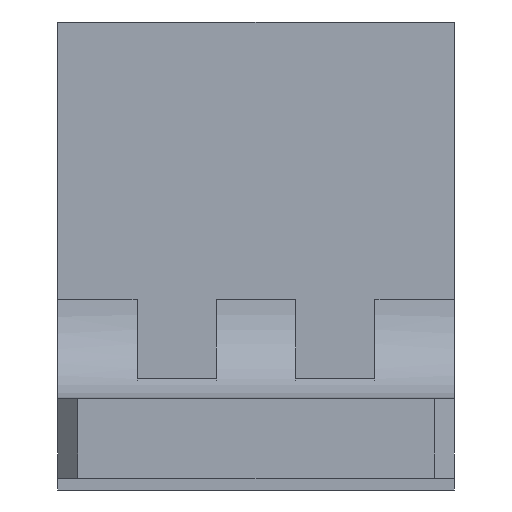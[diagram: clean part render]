
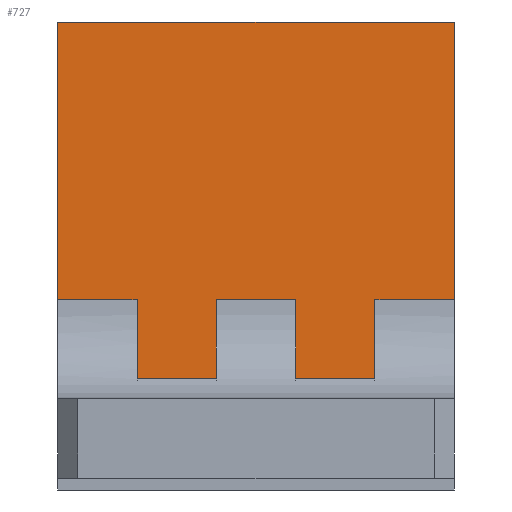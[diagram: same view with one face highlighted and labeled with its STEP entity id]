
A CAD part, front view. The second image highlights one B-rep face of the part: STEP entity #727.
In plain terms, the highlighted planar face has unit normal (0, -1, 0).
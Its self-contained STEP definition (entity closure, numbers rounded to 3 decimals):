
#9 = CARTESIAN_POINT ( 'NONE',  ( -6., -4., -2.5 ) ) ;
#21 = VERTEX_POINT ( 'NONE', #1362 ) ;
#47 = VERTEX_POINT ( 'NONE', #1350 ) ;
#106 = DIRECTION ( 'NONE',  ( 0., 0., -1. ) ) ;
#111 = FACE_OUTER_BOUND ( 'NONE', #835, .T. ) ;
#119 = DIRECTION ( 'NONE',  ( 0., 0., 1. ) ) ;
#121 = CARTESIAN_POINT ( 'NONE',  ( 10., -4., 11.5 ) ) ;
#125 = EDGE_CURVE ( 'NONE', #469, #1022, #636, .T. ) ;
#131 = EDGE_CURVE ( 'NONE', #361, #228, #1420, .T. ) ;
#137 = CARTESIAN_POINT ( 'NONE',  ( 6., -4., -2.5 ) ) ;
#228 = VERTEX_POINT ( 'NONE', #137 ) ;
#231 = CARTESIAN_POINT ( 'NONE',  ( 10., -4., 11.5 ) ) ;
#255 = VECTOR ( 'NONE', #495, 1000. ) ;
#278 = LINE ( 'NONE', #1460, #545 ) ;
#318 = CARTESIAN_POINT ( 'NONE',  ( 10., -4., 11.5 ) ) ;
#343 = DIRECTION ( 'NONE',  ( -1., 0., 0. ) ) ;
#353 = LINE ( 'NONE', #231, #652 ) ;
#361 = VERTEX_POINT ( 'NONE', #377 ) ;
#377 = CARTESIAN_POINT ( 'NONE',  ( 6., -4., -6.5 ) ) ;
#383 = VECTOR ( 'NONE', #106, 1000. ) ;
#401 = CARTESIAN_POINT ( 'NONE',  ( -2., -4., -2.5 ) ) ;
#464 = CARTESIAN_POINT ( 'NONE',  ( -10., -4., 11.5 ) ) ;
#469 = VERTEX_POINT ( 'NONE', #1358 ) ;
#487 = PLANE ( 'NONE',  #498 ) ;
#495 = DIRECTION ( 'NONE',  ( 1., 0., 0. ) ) ;
#498 = AXIS2_PLACEMENT_3D ( 'NONE', #121, #741, #1530 ) ;
#530 = VECTOR ( 'NONE', #1439, 1000. ) ;
#545 = VECTOR ( 'NONE', #1475, 1000. ) ;
#562 = VECTOR ( 'NONE', #1059, 1000. ) ;
#567 = LINE ( 'NONE', #1512, #1224 ) ;
#584 = CARTESIAN_POINT ( 'NONE',  ( 10., -4., -2.5 ) ) ;
#587 = ORIENTED_EDGE ( 'NONE', *, *, #1339, .F. ) ;
#593 = EDGE_CURVE ( 'NONE', #866, #620, #567, .T. ) ;
#598 = DIRECTION ( 'NONE',  ( 1., 0., 0. ) ) ;
#620 = VERTEX_POINT ( 'NONE', #868 ) ;
#621 = EDGE_CURVE ( 'NONE', #1127, #1092, #353, .T. ) ;
#628 = LINE ( 'NONE', #9, #1242 ) ;
#636 = LINE ( 'NONE', #584, #1633 ) ;
#645 = CARTESIAN_POINT ( 'NONE',  ( -10., -4., 11.5 ) ) ;
#649 = EDGE_CURVE ( 'NONE', #866, #361, #753, .T. ) ;
#650 = LINE ( 'NONE', #1143, #1566 ) ;
#652 = VECTOR ( 'NONE', #343, 1000. ) ;
#682 = LINE ( 'NONE', #1328, #562 ) ;
#727 = ADVANCED_FACE ( 'NONE', ( #111 ), #487, .F. ) ;
#741 = DIRECTION ( 'NONE',  ( 0., 1., 0. ) ) ;
#749 = LINE ( 'NONE', #1282, #255 ) ;
#753 = LINE ( 'NONE', #1430, #530 ) ;
#763 = ORIENTED_EDGE ( 'NONE', *, *, #1617, .F. ) ;
#779 = EDGE_CURVE ( 'NONE', #1092, #469, #1285, .T. ) ;
#800 = CARTESIAN_POINT ( 'NONE',  ( 2., -4., -6.5 ) ) ;
#835 = EDGE_LOOP ( 'NONE', ( #1556, #1541, #587, #763, #1361, #1575, #1522, #1592, #1172, #1177, #1031, #1415 ) ) ;
#866 = VERTEX_POINT ( 'NONE', #800 ) ;
#868 = CARTESIAN_POINT ( 'NONE',  ( 2., -4., -2.5 ) ) ;
#870 = EDGE_CURVE ( 'NONE', #228, #21, #278, .T. ) ;
#872 = DIRECTION ( 'NONE',  ( 0., 0., 1. ) ) ;
#982 = DIRECTION ( 'NONE',  ( 0., 0., 1. ) ) ;
#1022 = VERTEX_POINT ( 'NONE', #1614 ) ;
#1031 = ORIENTED_EDGE ( 'NONE', *, *, #1180, .F. ) ;
#1038 = DIRECTION ( 'NONE',  ( 0., 0., -1. ) ) ;
#1059 = DIRECTION ( 'NONE',  ( -1., 0., 0. ) ) ;
#1092 = VERTEX_POINT ( 'NONE', #464 ) ;
#1110 = CARTESIAN_POINT ( 'NONE',  ( 6., -4., -2.5 ) ) ;
#1127 = VERTEX_POINT ( 'NONE', #1520 ) ;
#1143 = CARTESIAN_POINT ( 'NONE',  ( -2., -4., -2.5 ) ) ;
#1172 = ORIENTED_EDGE ( 'NONE', *, *, #131, .T. ) ;
#1177 = ORIENTED_EDGE ( 'NONE', *, *, #870, .T. ) ;
#1180 = EDGE_CURVE ( 'NONE', #1127, #21, #1626, .T. ) ;
#1224 = VECTOR ( 'NONE', #982, 1000. ) ;
#1242 = VECTOR ( 'NONE', #872, 1000. ) ;
#1282 = CARTESIAN_POINT ( 'NONE',  ( 10., -4., -2.5 ) ) ;
#1285 = LINE ( 'NONE', #645, #1629 ) ;
#1328 = CARTESIAN_POINT ( 'NONE',  ( -2., -4., -6.5 ) ) ;
#1339 = EDGE_CURVE ( 'NONE', #1577, #1022, #628, .T. ) ;
#1340 = VECTOR ( 'NONE', #1519, 1000. ) ;
#1347 = EDGE_CURVE ( 'NONE', #1609, #620, #749, .T. ) ;
#1350 = CARTESIAN_POINT ( 'NONE',  ( -2., -4., -6.5 ) ) ;
#1358 = CARTESIAN_POINT ( 'NONE',  ( -10., -4., -2.5 ) ) ;
#1361 = ORIENTED_EDGE ( 'NONE', *, *, #1366, .T. ) ;
#1362 = CARTESIAN_POINT ( 'NONE',  ( 10., -4., -2.5 ) ) ;
#1366 = EDGE_CURVE ( 'NONE', #47, #1609, #650, .T. ) ;
#1415 = ORIENTED_EDGE ( 'NONE', *, *, #621, .T. ) ;
#1420 = LINE ( 'NONE', #1110, #1340 ) ;
#1430 = CARTESIAN_POINT ( 'NONE',  ( 2., -4., -6.5 ) ) ;
#1439 = DIRECTION ( 'NONE',  ( 1., 0., 0. ) ) ;
#1460 = CARTESIAN_POINT ( 'NONE',  ( 10., -4., -2.5 ) ) ;
#1462 = CARTESIAN_POINT ( 'NONE',  ( -6., -4., -6.5 ) ) ;
#1475 = DIRECTION ( 'NONE',  ( 1., 0., 0. ) ) ;
#1512 = CARTESIAN_POINT ( 'NONE',  ( 2., -4., -2.5 ) ) ;
#1519 = DIRECTION ( 'NONE',  ( 0., 0., 1. ) ) ;
#1520 = CARTESIAN_POINT ( 'NONE',  ( 10., -4., 11.5 ) ) ;
#1522 = ORIENTED_EDGE ( 'NONE', *, *, #593, .F. ) ;
#1530 = DIRECTION ( 'NONE',  ( 0., 0., 1. ) ) ;
#1541 = ORIENTED_EDGE ( 'NONE', *, *, #125, .T. ) ;
#1556 = ORIENTED_EDGE ( 'NONE', *, *, #779, .T. ) ;
#1566 = VECTOR ( 'NONE', #119, 1000. ) ;
#1575 = ORIENTED_EDGE ( 'NONE', *, *, #1347, .T. ) ;
#1577 = VERTEX_POINT ( 'NONE', #1462 ) ;
#1592 = ORIENTED_EDGE ( 'NONE', *, *, #649, .T. ) ;
#1609 = VERTEX_POINT ( 'NONE', #401 ) ;
#1614 = CARTESIAN_POINT ( 'NONE',  ( -6., -4., -2.5 ) ) ;
#1617 = EDGE_CURVE ( 'NONE', #47, #1577, #682, .T. ) ;
#1626 = LINE ( 'NONE', #318, #383 ) ;
#1629 = VECTOR ( 'NONE', #1038, 1000. ) ;
#1633 = VECTOR ( 'NONE', #598, 1000. ) ;
